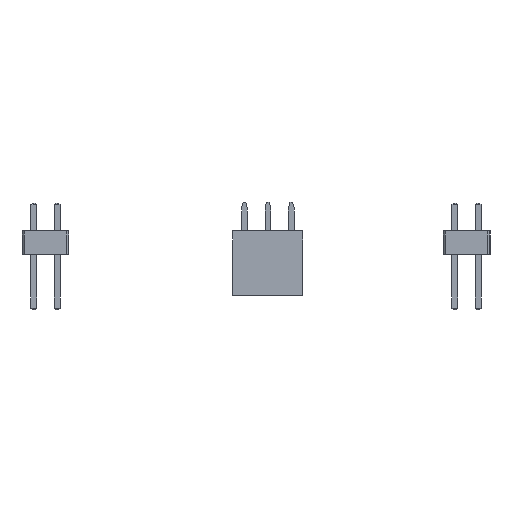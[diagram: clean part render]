
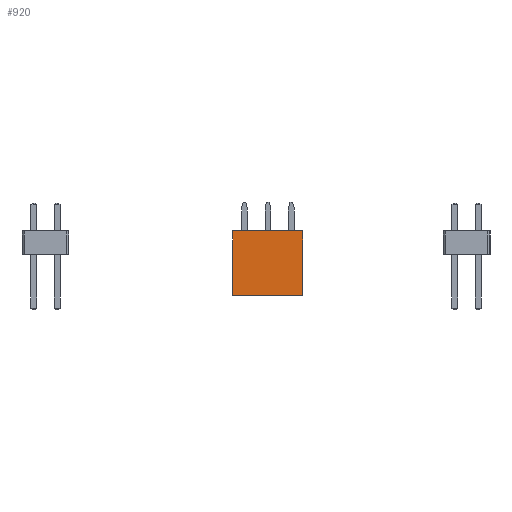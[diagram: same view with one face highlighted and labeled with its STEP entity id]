
A CAD part, front view. The second image highlights one B-rep face of the part: STEP entity #920.
In plain terms, the highlighted face is planar.
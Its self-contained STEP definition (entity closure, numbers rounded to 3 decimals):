
#97 = VERTEX_POINT('',#98);
#98 = CARTESIAN_POINT('',(-3.81,-6.35,0.));
#106 = EDGE_CURVE('',#97,#107,#109,.T.);
#107 = VERTEX_POINT('',#108);
#108 = CARTESIAN_POINT('',(-3.81,-6.35,7.));
#109 = LINE('',#110,#111);
#110 = CARTESIAN_POINT('',(-3.81,-6.35,0.));
#111 = VECTOR('',#112,1.);
#112 = DIRECTION('',(0.,0.,1.));
#169 = VERTEX_POINT('',#170);
#170 = CARTESIAN_POINT('',(-3.81,1.27,7.));
#176 = EDGE_CURVE('',#177,#169,#179,.T.);
#177 = VERTEX_POINT('',#178);
#178 = CARTESIAN_POINT('',(-3.81,1.27,0.));
#179 = LINE('',#180,#181);
#180 = CARTESIAN_POINT('',(-3.81,1.27,0.));
#181 = VECTOR('',#182,1.);
#182 = DIRECTION('',(0.,0.,1.));
#241 = EDGE_CURVE('',#169,#107,#242,.T.);
#242 = LINE('',#243,#244);
#243 = CARTESIAN_POINT('',(-3.81,1.27,7.));
#244 = VECTOR('',#245,1.);
#245 = DIRECTION('',(0.,-1.,0.));
#467 = EDGE_CURVE('',#177,#97,#468,.T.);
#468 = LINE('',#469,#470);
#469 = CARTESIAN_POINT('',(-3.81,1.27,0.));
#470 = VECTOR('',#471,1.);
#471 = DIRECTION('',(0.,-1.,0.));
#920 = ADVANCED_FACE('',(#921),#927,.F.);
#921 = FACE_BOUND('',#922,.F.);
#922 = EDGE_LOOP('',(#923,#924,#925,#926));
#923 = ORIENTED_EDGE('',*,*,#176,.T.);
#924 = ORIENTED_EDGE('',*,*,#241,.T.);
#925 = ORIENTED_EDGE('',*,*,#106,.F.);
#926 = ORIENTED_EDGE('',*,*,#467,.F.);
#927 = PLANE('',#928);
#928 = AXIS2_PLACEMENT_3D('',#929,#930,#931);
#929 = CARTESIAN_POINT('',(-3.81,1.27,0.));
#930 = DIRECTION('',(1.,0.,0.));
#931 = DIRECTION('',(0.,-1.,0.));
